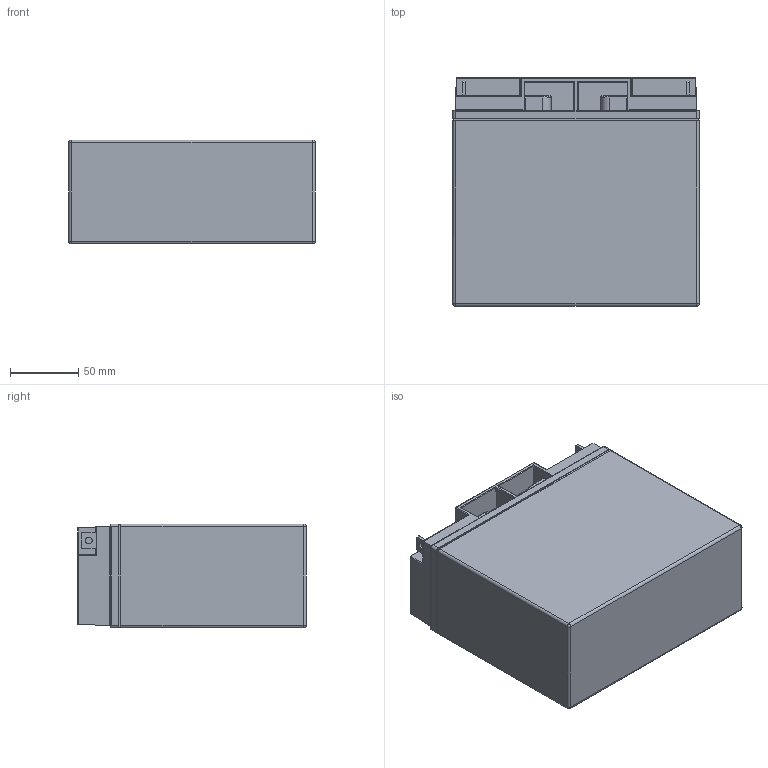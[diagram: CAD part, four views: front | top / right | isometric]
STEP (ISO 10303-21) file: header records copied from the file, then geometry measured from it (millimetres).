
FILE_DESCRIPTION (( 'STEP AP214' ), '1' );
FILE_NAME ('User Library-Bateria 12V (17Ah).STEP', '2020-03-31T11:50:21', ( '' ), ( '' ), 'SwSTEP 2.0', 'SolidWorks 2019', '' );
FILE_SCHEMA (( 'AUTOMOTIVE_DESIGN' ));
Length unit declared in the file: millimetre
Products named in the file (1): User Library-Bateria 12V (17Ah)
Bounding box: 180 x 167 x 76 mm (x, y, z)
Volume: 2208696.1 mm3; surface area: 117270.2 mm2
Topology: 3 solids, 3 shells, 186 faces, 451 edges, 270 vertices
Faces by surface type: plane 87, cylinder 74, sphere 10, torus 9, bspline 6
Entity records: 5792 total; most frequent: CARTESIAN_POINT 1166, DIRECTION 898, ORIENTED_EDGE 882, EDGE_CURVE 441, AXIS2_PLACEMENT_3D 314, VERTEX_POINT 270, VECTOR 270, LINE 270
